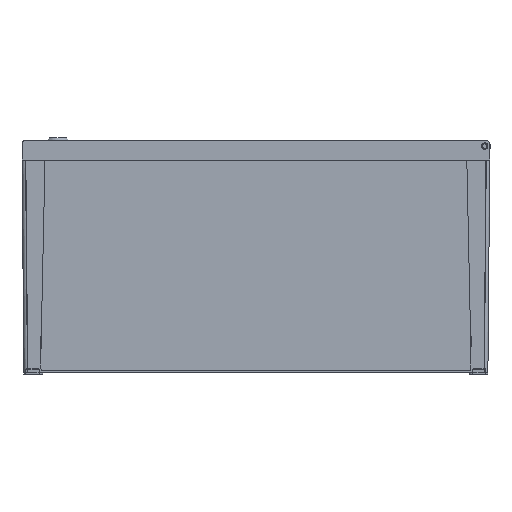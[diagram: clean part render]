
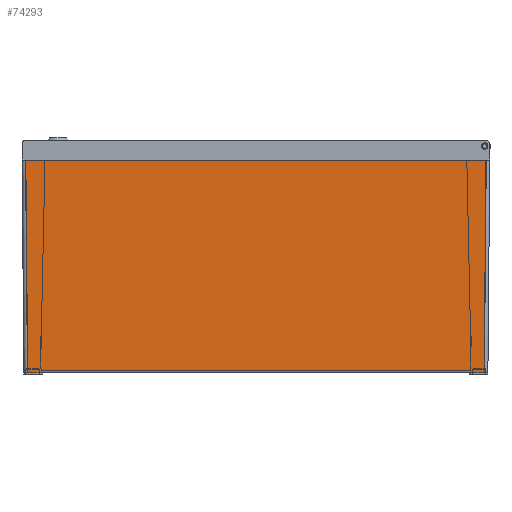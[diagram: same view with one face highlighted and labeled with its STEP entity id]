
A CAD part, front view. The second image highlights one B-rep face of the part: STEP entity #74293.
In plain terms, the highlighted face is planar.
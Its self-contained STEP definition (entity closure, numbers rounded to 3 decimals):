
#11173 = AXIS2_PLACEMENT_3D ( 'NONE', #12494, #12500, #12501 ) ;
#12491 = PLANE ( 'NONE',  #11173 ) ;
#12494 = CARTESIAN_POINT ( 'NONE',  ( -272.5, -387.5, -400. ) ) ;
#12500 = DIRECTION ( 'NONE',  ( 0.009, -1., 0. ) ) ;
#12501 = DIRECTION ( 'NONE',  ( 1., 0.009, 0. ) ) ;
#13276 = FACE_OUTER_BOUND ( 'NONE', #38304, .T. ) ;
#28234 = EDGE_CURVE ( 'NONE', #79986, #79985, #51561, .T. ) ;
#29440 = ORIENTED_EDGE ( 'NONE', *, *, #39363, .T. ) ;
#29441 = ORIENTED_EDGE ( 'NONE', *, *, #39362, .F. ) ;
#29442 = ORIENTED_EDGE ( 'NONE', *, *, #39343, .T. ) ;
#29443 = ORIENTED_EDGE ( 'NONE', *, *, #39365, .T. ) ;
#29444 = ORIENTED_EDGE ( 'NONE', *, *, #28234, .T. ) ;
#29445 = ORIENTED_EDGE ( 'NONE', *, *, #39357, .T. ) ;
#36774 = CARTESIAN_POINT ( 'NONE',  ( 0., -385.122, 278.057 ) ) ;
#36776 = CARTESIAN_POINT ( 'NONE',  ( 0., -385.122, -278.057 ) ) ;
#38304 = EDGE_LOOP ( 'NONE', ( #29440, #29441, #29442, #29443, #29444, #29445 ) ) ;
#39343 = EDGE_CURVE ( 'NONE', #40613, #40614, #63929, .T. ) ;
#39357 = EDGE_CURVE ( 'NONE', #79985, #40611, #63978, .T. ) ;
#39362 = EDGE_CURVE ( 'NONE', #40613, #40612, #63992, .T. ) ;
#39363 = EDGE_CURVE ( 'NONE', #40611, #40612, #64010, .T. ) ;
#39365 = EDGE_CURVE ( 'NONE', #40614, #79986, #64003, .T. ) ;
#40611 = VERTEX_POINT ( 'NONE', #85852 ) ;
#40612 = VERTEX_POINT ( 'NONE', #85853 ) ;
#40613 = VERTEX_POINT ( 'NONE', #85855 ) ;
#40614 = VERTEX_POINT ( 'NONE', #85857 ) ;
#51554 = VECTOR ( 'NONE', #58739, 1000. ) ;
#51561 = LINE ( 'NONE', #58737, #51554 ) ;
#58737 = CARTESIAN_POINT ( 'NONE',  ( 0., -385.122, -400. ) ) ;
#58739 = DIRECTION ( 'NONE',  ( 0., 0., 1. ) ) ;
#63929 = LINE ( 'NONE', #66979, #63945 ) ;
#63945 = VECTOR ( 'NONE', #66982, 1000. ) ;
#63975 = VECTOR ( 'NONE', #67106, 1000. ) ;
#63978 = LINE ( 'NONE', #67010, #63996 ) ;
#63992 = LINE ( 'NONE', #67085, #63975 ) ;
#63996 = VECTOR ( 'NONE', #67062, 1000. ) ;
#64003 = LINE ( 'NONE', #67109, #64016 ) ;
#64010 = LINE ( 'NONE', #67111, #64013 ) ;
#64013 = VECTOR ( 'NONE', #67114, 1000. ) ;
#64016 = VECTOR ( 'NONE', #67121, 1000. ) ;
#66979 = CARTESIAN_POINT ( 'NONE',  ( -0.039, -385.122, -293.057 ) ) ;
#66982 = DIRECTION ( 'NONE',  ( 1., 0.009, 0.009 ) ) ;
#67010 = CARTESIAN_POINT ( 'NONE',  ( 0., -385.122, -757.252 ) ) ;
#67062 = DIRECTION ( 'NONE',  ( 0., 0., 1. ) ) ;
#67085 = CARTESIAN_POINT ( 'NONE',  ( -272.5, -387.5, -400. ) ) ;
#67106 = DIRECTION ( 'NONE',  ( 0., 0., 1. ) ) ;
#67109 = CARTESIAN_POINT ( 'NONE',  ( 0., -385.122, -400. ) ) ;
#67111 = CARTESIAN_POINT ( 'NONE',  ( -272.539, -387.5, 295.435 ) ) ;
#67114 = DIRECTION ( 'NONE',  ( -1., -0.009, 0.009 ) ) ;
#67121 = DIRECTION ( 'NONE',  ( 0., 0., 1. ) ) ;
#74293 = ADVANCED_FACE ( 'NONE', ( #13276 ), #12491, .T. ) ;
#79985 = VERTEX_POINT ( 'NONE', #36774 ) ;
#79986 = VERTEX_POINT ( 'NONE', #36776 ) ;
#85852 = CARTESIAN_POINT ( 'NONE',  ( 0., -385.122, 293.057 ) ) ;
#85853 = CARTESIAN_POINT ( 'NONE',  ( -272.5, -387.5, 295.435 ) ) ;
#85855 = CARTESIAN_POINT ( 'NONE',  ( -272.5, -387.5, -295.435 ) ) ;
#85857 = CARTESIAN_POINT ( 'NONE',  ( 0., -385.122, -293.057 ) ) ;
